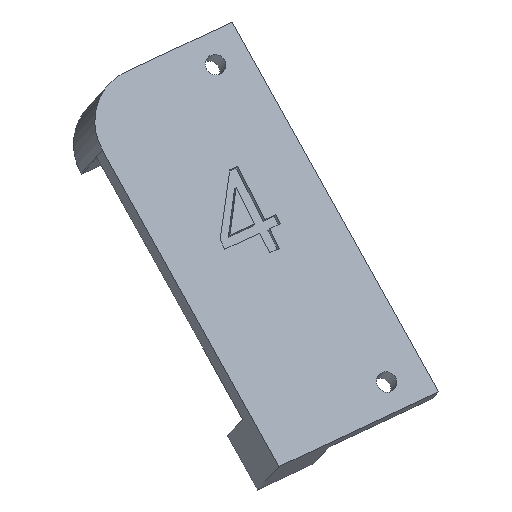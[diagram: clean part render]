
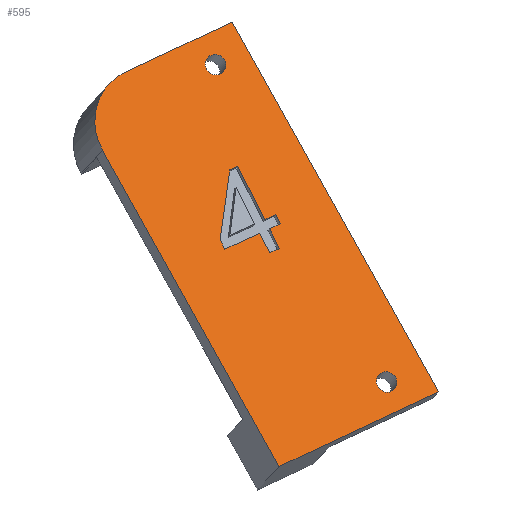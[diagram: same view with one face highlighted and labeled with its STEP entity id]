
A CAD part, front view. The second image highlights one B-rep face of the part: STEP entity #595.
In plain terms, the highlighted planar face has unit normal (0.23, -0.94, 0.252).
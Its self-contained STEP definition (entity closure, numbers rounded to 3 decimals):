
#21=FACE_BOUND('',#87,.T.);
#22=FACE_BOUND('',#88,.T.);
#23=FACE_BOUND('',#89,.T.);
#27=CIRCLE('',#644,4.5);
#28=CIRCLE('',#645,0.8);
#29=CIRCLE('',#646,0.8);
#52=FACE_OUTER_BOUND('',#86,.T.);
#86=EDGE_LOOP('',(#488,#489,#490,#491,#492));
#87=EDGE_LOOP('',(#493));
#88=EDGE_LOOP('',(#494));
#89=EDGE_LOOP('',(#495,#496,#497,#498,#499,#500,#501,#502,#503,#504,#505));
#129=LINE('',#879,#204);
#133=LINE('',#887,#208);
#136=LINE('',#893,#211);
#139=LINE('',#899,#214);
#142=LINE('',#905,#217);
#145=LINE('',#911,#220);
#148=LINE('',#917,#223);
#151=LINE('',#923,#226);
#154=LINE('',#929,#229);
#157=LINE('',#935,#232);
#160=LINE('',#940,#235);
#162=LINE('',#946,#237);
#163=LINE('',#950,#238);
#164=LINE('',#952,#239);
#165=LINE('',#953,#240);
#204=VECTOR('',#716,10.);
#208=VECTOR('',#722,10.);
#211=VECTOR('',#727,10.);
#214=VECTOR('',#732,10.);
#217=VECTOR('',#737,10.);
#220=VECTOR('',#742,10.);
#223=VECTOR('',#747,10.);
#226=VECTOR('',#752,10.);
#229=VECTOR('',#757,10.);
#232=VECTOR('',#762,10.);
#235=VECTOR('',#767,10.);
#237=VECTOR('',#773,10.);
#238=VECTOR('',#776,10.);
#239=VECTOR('',#777,10.);
#240=VECTOR('',#778,10.);
#273=VERTEX_POINT('',#877);
#274=VERTEX_POINT('',#878);
#277=VERTEX_POINT('',#886);
#279=VERTEX_POINT('',#892);
#281=VERTEX_POINT('',#898);
#283=VERTEX_POINT('',#904);
#285=VERTEX_POINT('',#910);
#287=VERTEX_POINT('',#916);
#289=VERTEX_POINT('',#922);
#291=VERTEX_POINT('',#928);
#293=VERTEX_POINT('',#934);
#295=VERTEX_POINT('',#944);
#296=VERTEX_POINT('',#945);
#297=VERTEX_POINT('',#947);
#298=VERTEX_POINT('',#949);
#299=VERTEX_POINT('',#951);
#300=VERTEX_POINT('',#954);
#301=VERTEX_POINT('',#956);
#336=EDGE_CURVE('',#273,#274,#129,.T.);
#340=EDGE_CURVE('',#277,#273,#133,.T.);
#343=EDGE_CURVE('',#279,#277,#136,.T.);
#346=EDGE_CURVE('',#281,#279,#139,.T.);
#349=EDGE_CURVE('',#283,#281,#142,.T.);
#352=EDGE_CURVE('',#285,#283,#145,.T.);
#355=EDGE_CURVE('',#287,#285,#148,.T.);
#358=EDGE_CURVE('',#289,#287,#151,.T.);
#361=EDGE_CURVE('',#291,#289,#154,.T.);
#364=EDGE_CURVE('',#293,#291,#157,.T.);
#367=EDGE_CURVE('',#274,#293,#160,.T.);
#369=EDGE_CURVE('',#295,#296,#162,.T.);
#370=EDGE_CURVE('',#296,#297,#27,.T.);
#371=EDGE_CURVE('',#297,#298,#163,.T.);
#372=EDGE_CURVE('',#298,#299,#164,.T.);
#373=EDGE_CURVE('',#299,#295,#165,.T.);
#374=EDGE_CURVE('',#300,#300,#28,.T.);
#375=EDGE_CURVE('',#301,#301,#29,.T.);
#488=ORIENTED_EDGE('',*,*,#369,.T.);
#489=ORIENTED_EDGE('',*,*,#370,.T.);
#490=ORIENTED_EDGE('',*,*,#371,.T.);
#491=ORIENTED_EDGE('',*,*,#372,.T.);
#492=ORIENTED_EDGE('',*,*,#373,.T.);
#493=ORIENTED_EDGE('',*,*,#374,.T.);
#494=ORIENTED_EDGE('',*,*,#375,.T.);
#495=ORIENTED_EDGE('',*,*,#336,.T.);
#496=ORIENTED_EDGE('',*,*,#367,.T.);
#497=ORIENTED_EDGE('',*,*,#364,.T.);
#498=ORIENTED_EDGE('',*,*,#361,.T.);
#499=ORIENTED_EDGE('',*,*,#358,.T.);
#500=ORIENTED_EDGE('',*,*,#355,.T.);
#501=ORIENTED_EDGE('',*,*,#352,.T.);
#502=ORIENTED_EDGE('',*,*,#349,.T.);
#503=ORIENTED_EDGE('',*,*,#346,.T.);
#504=ORIENTED_EDGE('',*,*,#343,.T.);
#505=ORIENTED_EDGE('',*,*,#340,.T.);
#567=PLANE('',#643);
#595=ADVANCED_FACE('',(#52,#21,#22,#23),#567,.T.);
#643=AXIS2_PLACEMENT_3D('',#943,#771,#772);
#644=AXIS2_PLACEMENT_3D('',#948,#774,#775);
#645=AXIS2_PLACEMENT_3D('',#955,#779,#780);
#646=AXIS2_PLACEMENT_3D('',#957,#781,#782);
#716=DIRECTION('',(0.449,-0.127,-0.885));
#722=DIRECTION('',(-0.864,-0.317,-0.392));
#727=DIRECTION('',(0.449,-0.127,-0.885));
#732=DIRECTION('',(0.864,0.317,0.392));
#737=DIRECTION('',(0.449,-0.127,-0.885));
#742=DIRECTION('',(0.864,0.317,0.392));
#747=DIRECTION('',(0.13,0.286,0.949));
#752=DIRECTION('',(-0.449,0.127,0.885));
#757=DIRECTION('',(-0.864,-0.317,-0.392));
#762=DIRECTION('',(-0.449,0.127,0.885));
#767=DIRECTION('',(-0.864,-0.317,-0.392));
#771=DIRECTION('center_axis',(0.23,-0.94,0.252));
#772=DIRECTION('ref_axis',(0.971,0.238,0.));
#773=DIRECTION('',(-0.858,-0.318,-0.402));
#774=DIRECTION('center_axis',(0.23,-0.94,0.252));
#775=DIRECTION('ref_axis',(-0.458,0.124,0.88));
#776=DIRECTION('',(0.484,-0.114,-0.868));
#777=DIRECTION('',(0.858,0.318,0.402));
#778=DIRECTION('',(-0.484,0.114,0.868));
#779=DIRECTION('center_axis',(-0.23,0.94,-0.252));
#780=DIRECTION('ref_axis',(0.971,0.238,0.));
#781=DIRECTION('center_axis',(-0.23,0.94,-0.252));
#782=DIRECTION('ref_axis',(0.971,0.238,0.));
#877=CARTESIAN_POINT('',(-18.096,-5.641,143.644));
#878=CARTESIAN_POINT('',(-17.344,-5.855,142.162));
#879=CARTESIAN_POINT('',(-17.881,-5.702,143.221));
#886=CARTESIAN_POINT('',(-17.279,-5.342,144.015));
#887=CARTESIAN_POINT('',(-18.039,-5.621,143.67));
#892=CARTESIAN_POINT('',(-17.633,-5.242,144.712));
#893=CARTESIAN_POINT('',(-17.241,-5.353,143.941));
#898=CARTESIAN_POINT('',(-18.449,-5.541,144.341));
#899=CARTESIAN_POINT('',(-18.801,-5.67,144.181));
#904=CARTESIAN_POINT('',(-20.484,-4.964,148.354));
#905=CARTESIAN_POINT('',(-19.076,-5.363,145.576));
#910=CARTESIAN_POINT('',(-21.091,-5.186,148.078));
#911=CARTESIAN_POINT('',(-21.139,-5.204,148.056));
#916=CARTESIAN_POINT('',(-21.814,-6.774,142.812));
#917=CARTESIAN_POINT('',(-21.791,-6.725,142.977));
#922=CARTESIAN_POINT('',(-21.461,-6.875,142.115));
#923=CARTESIAN_POINT('',(-21.246,-6.936,141.692));
#928=CARTESIAN_POINT('',(-18.838,-5.913,143.307));
#929=CARTESIAN_POINT('',(-18.819,-5.906,143.316));
#934=CARTESIAN_POINT('',(-18.086,-6.127,141.824));
#935=CARTESIAN_POINT('',(-18.247,-6.081,142.143));
#940=CARTESIAN_POINT('',(-17.696,-5.984,142.002));
#943=CARTESIAN_POINT('Origin',(-18.371,-6.021,142.479));
#944=CARTESIAN_POINT('',(-20.899,-2.151,159.229));
#945=CARTESIAN_POINT('',(-28.943,-5.129,155.459));
#946=CARTESIAN_POINT('',(-25.617,-3.898,157.018));
#947=CARTESIAN_POINT('',(-30.68,-7.133,149.57));
#948=CARTESIAN_POINT('Origin',(-26.88,-5.686,151.498));
#949=CARTESIAN_POINT('',(-17.385,-10.269,125.728));
#950=CARTESIAN_POINT('',(-17.385,-10.269,125.728));
#951=CARTESIAN_POINT('',(-5.361,-5.816,131.365));
#952=CARTESIAN_POINT('',(-5.361,-5.816,131.365));
#953=CARTESIAN_POINT('',(-20.899,-2.151,159.229));
#954=CARTESIAN_POINT('',(-22.935,-3.511,156.011));
#955=CARTESIAN_POINT('Origin',(-22.158,-3.321,156.011));
#956=CARTESIAN_POINT('',(-10.046,-6.764,132.106));
#957=CARTESIAN_POINT('Origin',(-9.269,-6.574,132.106));
